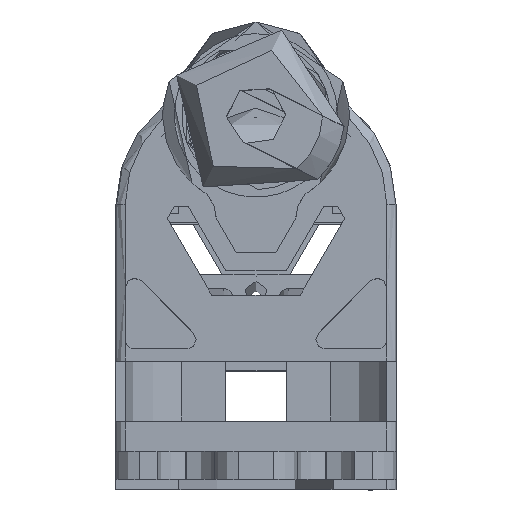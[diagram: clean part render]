
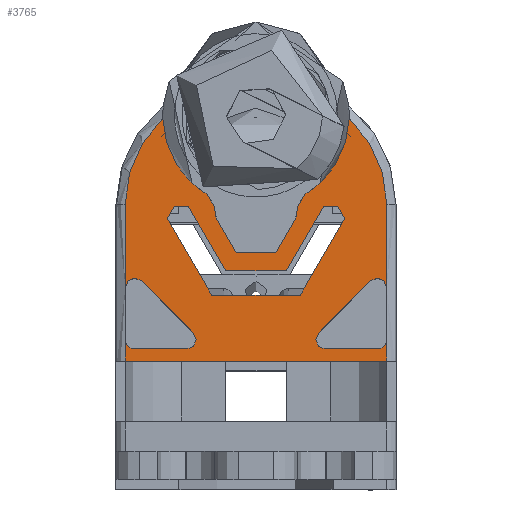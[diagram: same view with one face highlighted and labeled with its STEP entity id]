
A CAD part, top view. The second image highlights one B-rep face of the part: STEP entity #3765.
In plain terms, the highlighted planar face has unit normal (0, 0, 1).
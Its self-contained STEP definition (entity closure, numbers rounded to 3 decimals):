
#97=FACE_BOUND('',#515,.T.);
#123=PLANE('',#4023);
#299=FACE_OUTER_BOUND('',#514,.T.);
#514=EDGE_LOOP('',(#2712,#2713,#2714,#2715,#2716,#2717,#2718,#2719,#2720,
#2721,#2722,#2723,#2724,#2725,#2726,#2727,#2728,#2729,#2730,#2731,#2732,
#2733,#2734,#2735));
#515=EDGE_LOOP('',(#2736,#2737,#2738,#2739));
#751=LINE('',#5883,#1109);
#753=LINE('',#5886,#1111);
#767=LINE('',#5929,#1125);
#770=LINE('',#5939,#1128);
#771=LINE('',#5943,#1129);
#772=LINE('',#5962,#1130);
#773=LINE('',#5966,#1131);
#774=LINE('',#5970,#1132);
#775=LINE('',#5973,#1133);
#1109=VECTOR('',#4522,8.91);
#1111=VECTOR('',#4524,2.3);
#1125=VECTOR('',#4548,28.);
#1128=VECTOR('',#4557,5.59);
#1129=VECTOR('',#4560,7.905);
#1130=VECTOR('',#4579,8.91);
#1131=VECTOR('',#4582,7.905);
#1132=VECTOR('',#4585,5.59);
#1133=VECTOR('',#4588,2.3);
#1466=CIRCLE('',#4018,12.5);
#1469=CIRCLE('',#4024,1.);
#1470=CIRCLE('',#4025,1.);
#1471=CIRCLE('',#4026,1.);
#1472=CIRCLE('',#4027,10.);
#1473=CIRCLE('',#4028,2.);
#1474=CIRCLE('',#4029,3.75);
#1475=CIRCLE('',#4030,4.25);
#1476=CIRCLE('',#4031,3.75);
#1477=CIRCLE('',#4032,2.);
#1478=CIRCLE('',#4033,10.);
#1479=CIRCLE('',#4034,12.5);
#1480=CIRCLE('',#4035,1.);
#1481=CIRCLE('',#4036,1.);
#1482=CIRCLE('',#4037,1.);
#1483=CIRCLE('',#4038,1.5);
#1484=CIRCLE('',#4039,6.5);
#1485=CIRCLE('',#4040,1.5);
#1486=CIRCLE('',#4041,9.5);
#1661=VERTEX_POINT('',#5875);
#1664=VERTEX_POINT('',#5880);
#1665=VERTEX_POINT('',#5882);
#1666=VERTEX_POINT('',#5884);
#1668=VERTEX_POINT('',#5889);
#1678=VERTEX_POINT('',#5928);
#1681=VERTEX_POINT('',#5936);
#1682=VERTEX_POINT('',#5938);
#1683=VERTEX_POINT('',#5940);
#1684=VERTEX_POINT('',#5942);
#1685=VERTEX_POINT('',#5945);
#1686=VERTEX_POINT('',#5947);
#1687=VERTEX_POINT('',#5949);
#1688=VERTEX_POINT('',#5951);
#1689=VERTEX_POINT('',#5953);
#1690=VERTEX_POINT('',#5955);
#1691=VERTEX_POINT('',#5957);
#1692=VERTEX_POINT('',#5959);
#1693=VERTEX_POINT('',#5961);
#1694=VERTEX_POINT('',#5963);
#1695=VERTEX_POINT('',#5965);
#1696=VERTEX_POINT('',#5967);
#1697=VERTEX_POINT('',#5969);
#1698=VERTEX_POINT('',#5971);
#1699=VERTEX_POINT('',#5974);
#1700=VERTEX_POINT('',#5975);
#1701=VERTEX_POINT('',#5977);
#1702=VERTEX_POINT('',#5979);
#2062=EDGE_CURVE('',#1664,#1665,#751,.T.);
#2064=EDGE_CURVE('',#1666,#1661,#753,.T.);
#2066=EDGE_CURVE('',#1668,#1664,#1466,.T.);
#2081=EDGE_CURVE('',#1678,#1661,#767,.T.);
#2085=EDGE_CURVE('',#1666,#1681,#1469,.T.);
#2086=EDGE_CURVE('',#1681,#1682,#770,.T.);
#2087=EDGE_CURVE('',#1682,#1683,#1470,.T.);
#2088=EDGE_CURVE('',#1683,#1684,#771,.T.);
#2089=EDGE_CURVE('',#1684,#1665,#1471,.T.);
#2090=EDGE_CURVE('',#1668,#1685,#1472,.T.);
#2091=EDGE_CURVE('',#1685,#1686,#1473,.T.);
#2092=EDGE_CURVE('',#1686,#1687,#1474,.T.);
#2093=EDGE_CURVE('',#1687,#1688,#1475,.T.);
#2094=EDGE_CURVE('',#1688,#1689,#1476,.T.);
#2095=EDGE_CURVE('',#1689,#1690,#1477,.T.);
#2096=EDGE_CURVE('',#1690,#1691,#1478,.T.);
#2097=EDGE_CURVE('',#1692,#1691,#1479,.T.);
#2098=EDGE_CURVE('',#1693,#1692,#772,.T.);
#2099=EDGE_CURVE('',#1693,#1694,#1480,.T.);
#2100=EDGE_CURVE('',#1694,#1695,#773,.T.);
#2101=EDGE_CURVE('',#1695,#1696,#1481,.T.);
#2102=EDGE_CURVE('',#1696,#1697,#774,.T.);
#2103=EDGE_CURVE('',#1697,#1698,#1482,.T.);
#2104=EDGE_CURVE('',#1678,#1698,#775,.T.);
#2105=EDGE_CURVE('',#1699,#1700,#1483,.T.);
#2106=EDGE_CURVE('',#1700,#1701,#1484,.T.);
#2107=EDGE_CURVE('',#1701,#1702,#1485,.T.);
#2108=EDGE_CURVE('',#1702,#1699,#1486,.T.);
#2712=ORIENTED_EDGE('',*,*,#2064,.F.);
#2713=ORIENTED_EDGE('',*,*,#2085,.T.);
#2714=ORIENTED_EDGE('',*,*,#2086,.T.);
#2715=ORIENTED_EDGE('',*,*,#2087,.T.);
#2716=ORIENTED_EDGE('',*,*,#2088,.T.);
#2717=ORIENTED_EDGE('',*,*,#2089,.T.);
#2718=ORIENTED_EDGE('',*,*,#2062,.F.);
#2719=ORIENTED_EDGE('',*,*,#2066,.F.);
#2720=ORIENTED_EDGE('',*,*,#2090,.T.);
#2721=ORIENTED_EDGE('',*,*,#2091,.T.);
#2722=ORIENTED_EDGE('',*,*,#2092,.T.);
#2723=ORIENTED_EDGE('',*,*,#2093,.T.);
#2724=ORIENTED_EDGE('',*,*,#2094,.T.);
#2725=ORIENTED_EDGE('',*,*,#2095,.T.);
#2726=ORIENTED_EDGE('',*,*,#2096,.T.);
#2727=ORIENTED_EDGE('',*,*,#2097,.F.);
#2728=ORIENTED_EDGE('',*,*,#2098,.F.);
#2729=ORIENTED_EDGE('',*,*,#2099,.T.);
#2730=ORIENTED_EDGE('',*,*,#2100,.T.);
#2731=ORIENTED_EDGE('',*,*,#2101,.T.);
#2732=ORIENTED_EDGE('',*,*,#2102,.T.);
#2733=ORIENTED_EDGE('',*,*,#2103,.T.);
#2734=ORIENTED_EDGE('',*,*,#2104,.F.);
#2735=ORIENTED_EDGE('',*,*,#2081,.T.);
#2736=ORIENTED_EDGE('',*,*,#2105,.T.);
#2737=ORIENTED_EDGE('',*,*,#2106,.T.);
#2738=ORIENTED_EDGE('',*,*,#2107,.T.);
#2739=ORIENTED_EDGE('',*,*,#2108,.T.);
#3765=ADVANCED_FACE('',(#299,#97),#123,.T.);
#4018=AXIS2_PLACEMENT_3D('',#5902,#4527,#4528);
#4023=AXIS2_PLACEMENT_3D('',#5935,#4553,#4554);
#4024=AXIS2_PLACEMENT_3D('',#5937,#4555,#4556);
#4025=AXIS2_PLACEMENT_3D('',#5941,#4558,#4559);
#4026=AXIS2_PLACEMENT_3D('',#5944,#4561,#4562);
#4027=AXIS2_PLACEMENT_3D('',#5946,#4563,#4564);
#4028=AXIS2_PLACEMENT_3D('',#5948,#4565,#4566);
#4029=AXIS2_PLACEMENT_3D('',#5950,#4567,#4568);
#4030=AXIS2_PLACEMENT_3D('',#5952,#4569,#4570);
#4031=AXIS2_PLACEMENT_3D('',#5954,#4571,#4572);
#4032=AXIS2_PLACEMENT_3D('',#5956,#4573,#4574);
#4033=AXIS2_PLACEMENT_3D('',#5958,#4575,#4576);
#4034=AXIS2_PLACEMENT_3D('',#5960,#4577,#4578);
#4035=AXIS2_PLACEMENT_3D('',#5964,#4580,#4581);
#4036=AXIS2_PLACEMENT_3D('',#5968,#4583,#4584);
#4037=AXIS2_PLACEMENT_3D('',#5972,#4586,#4587);
#4038=AXIS2_PLACEMENT_3D('',#5976,#4589,#4590);
#4039=AXIS2_PLACEMENT_3D('',#5978,#4591,#4592);
#4040=AXIS2_PLACEMENT_3D('',#5980,#4593,#4594);
#4041=AXIS2_PLACEMENT_3D('',#5981,#4595,#4596);
#4522=DIRECTION('',(0.,-1.,0.));
#4524=DIRECTION('',(0.,-1.,0.));
#4527=DIRECTION('center_axis',(0.,0.,-1.));
#4528=DIRECTION('ref_axis',(0.902,0.433,0.));
#4548=DIRECTION('',(1.,0.,0.));
#4553=DIRECTION('center_axis',(0.,0.,1.));
#4554=DIRECTION('ref_axis',(1.,0.,0.));
#4555=DIRECTION('center_axis',(0.,0.,-1.));
#4556=DIRECTION('ref_axis',(0.,-1.,0.));
#4557=DIRECTION('',(-1.,0.,0.));
#4558=DIRECTION('center_axis',(0.,0.,-1.));
#4559=DIRECTION('ref_axis',(-0.707,0.707,0.));
#4560=DIRECTION('',(0.707,0.707,0.));
#4561=DIRECTION('center_axis',(0.,0.,-1.));
#4562=DIRECTION('ref_axis',(1.,0.,0.));
#4563=DIRECTION('center_axis',(0.,0.,-1.));
#4564=DIRECTION('ref_axis',(-0.684,0.729,0.));
#4565=DIRECTION('center_axis',(0.,0.,-1.));
#4566=DIRECTION('ref_axis',(-0.44,0.898,0.));
#4567=DIRECTION('center_axis',(0.,0.,1.));
#4568=DIRECTION('ref_axis',(-0.44,0.898,0.));
#4569=DIRECTION('center_axis',(0.,0.,-1.));
#4570=DIRECTION('ref_axis',(1.,0.,0.));
#4571=DIRECTION('center_axis',(0.,0.,1.));
#4572=DIRECTION('ref_axis',(1.,0.,0.));
#4573=DIRECTION('center_axis',(0.,0.,-1.));
#4574=DIRECTION('ref_axis',(0.684,0.729,0.));
#4575=DIRECTION('center_axis',(0.,0.,-1.));
#4576=DIRECTION('ref_axis',(-0.684,0.729,0.));
#4577=DIRECTION('center_axis',(0.,0.,-1.));
#4578=DIRECTION('ref_axis',(-0.902,0.433,0.));
#4579=DIRECTION('',(0.,1.,0.));
#4580=DIRECTION('center_axis',(0.,0.,-1.));
#4581=DIRECTION('ref_axis',(-0.707,-0.707,0.));
#4582=DIRECTION('',(0.707,-0.707,0.));
#4583=DIRECTION('center_axis',(0.,0.,-1.));
#4584=DIRECTION('ref_axis',(0.,1.,0.));
#4585=DIRECTION('',(-1.,0.,0.));
#4586=DIRECTION('center_axis',(0.,0.,-1.));
#4587=DIRECTION('ref_axis',(1.,0.,0.));
#4588=DIRECTION('',(0.,1.,0.));
#4589=DIRECTION('center_axis',(0.,0.,-1.));
#4590=DIRECTION('ref_axis',(-1.,0.,0.));
#4591=DIRECTION('center_axis',(0.,0.,1.));
#4592=DIRECTION('ref_axis',(-1.,0.,0.));
#4593=DIRECTION('center_axis',(0.,0.,-1.));
#4594=DIRECTION('ref_axis',(-1.,0.,0.));
#4595=DIRECTION('center_axis',(0.,0.,-1.));
#4596=DIRECTION('ref_axis',(1.,0.,0.));
#5875=CARTESIAN_POINT('',(14.,-15.3,20.));
#5880=CARTESIAN_POINT('',(14.,1.5,20.));
#5882=CARTESIAN_POINT('',(14.,-7.41,20.));
#5883=CARTESIAN_POINT('',(14.,-8.5,20.));
#5884=CARTESIAN_POINT('',(14.,-13.,20.));
#5886=CARTESIAN_POINT('',(14.,-8.5,20.));
#5889=CARTESIAN_POINT('',(9.995,10.67,20.));
#5902=CARTESIAN_POINT('Origin',(1.5,1.5,20.));
#5928=CARTESIAN_POINT('',(-14.,-15.3,20.));
#5929=CARTESIAN_POINT('',(0.,-15.3,20.));
#5935=CARTESIAN_POINT('Origin',(0.,11.,
20.));
#5936=CARTESIAN_POINT('',(13.,-14.,20.));
#5937=CARTESIAN_POINT('Origin',(13.,-13.,20.));
#5938=CARTESIAN_POINT('',(7.41,-14.,20.));
#5939=CARTESIAN_POINT('',(6.5,-14.,20.));
#5940=CARTESIAN_POINT('',(6.703,-12.293,20.));
#5941=CARTESIAN_POINT('Origin',(7.41,-13.,20.));
#5942=CARTESIAN_POINT('',(12.293,-6.703,20.));
#5943=CARTESIAN_POINT('',(10.85,-8.145,20.));
#5944=CARTESIAN_POINT('Origin',(13.,-7.41,20.));
#5945=CARTESIAN_POINT('',(6.841,3.706,20.));
#5946=CARTESIAN_POINT('Origin',(0.,11.,20.));
#5947=CARTESIAN_POINT('',(6.352,3.368,20.));
#5948=CARTESIAN_POINT('Origin',(5.473,5.165,20.));
#5949=CARTESIAN_POINT('',(4.25,0.,20.));
#5950=CARTESIAN_POINT('Origin',(8.,0.,20.));
#5951=CARTESIAN_POINT('',(-4.25,0.,20.));
#5952=CARTESIAN_POINT('Origin',(0.,0.,20.));
#5953=CARTESIAN_POINT('',(-6.352,3.368,20.));
#5954=CARTESIAN_POINT('Origin',(-8.,0.,20.));
#5955=CARTESIAN_POINT('',(-6.841,3.706,20.));
#5956=CARTESIAN_POINT('Origin',(-5.473,5.165,20.));
#5957=CARTESIAN_POINT('',(-9.995,10.67,20.));
#5958=CARTESIAN_POINT('Origin',(0.,11.,20.));
#5959=CARTESIAN_POINT('',(-14.,1.5,20.));
#5960=CARTESIAN_POINT('Origin',(-1.5,1.5,20.));
#5961=CARTESIAN_POINT('',(-14.,-7.41,20.));
#5962=CARTESIAN_POINT('',(-14.,6.25,20.));
#5963=CARTESIAN_POINT('',(-12.293,-6.703,20.));
#5964=CARTESIAN_POINT('Origin',(-13.,-7.41,20.));
#5965=CARTESIAN_POINT('',(-6.703,-12.293,20.));
#5966=CARTESIAN_POINT('',(-13.645,-5.35,20.));
#5967=CARTESIAN_POINT('',(-7.41,-14.,20.));
#5968=CARTESIAN_POINT('Origin',(-7.41,-13.,20.));
#5969=CARTESIAN_POINT('',(-13.,-14.,20.));
#5970=CARTESIAN_POINT('',(-3.705,-14.,20.));
#5971=CARTESIAN_POINT('',(-14.,-13.,20.));
#5972=CARTESIAN_POINT('Origin',(-13.,-13.,20.));
#5973=CARTESIAN_POINT('',(-14.,6.25,20.));
#5974=CARTESIAN_POINT('',(-9.5,0.,20.));
#5975=CARTESIAN_POINT('',(-6.5,0.,20.));
#5976=CARTESIAN_POINT('Origin',(-8.,0.,20.));
#5977=CARTESIAN_POINT('',(6.5,0.,20.));
#5978=CARTESIAN_POINT('Origin',(0.,0.,20.));
#5979=CARTESIAN_POINT('',(9.5,0.,20.));
#5980=CARTESIAN_POINT('Origin',(8.,0.,20.));
#5981=CARTESIAN_POINT('Origin',(0.,0.,20.));
